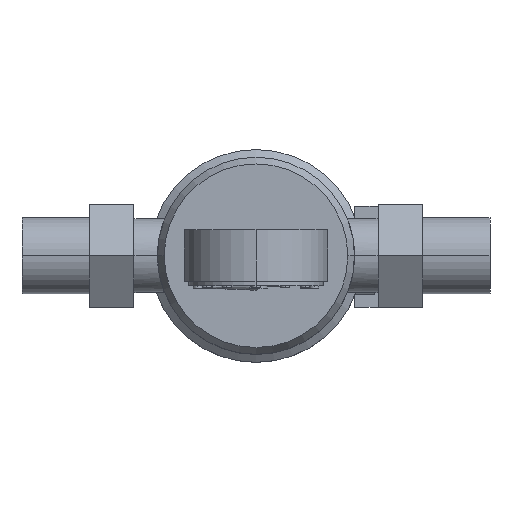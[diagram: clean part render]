
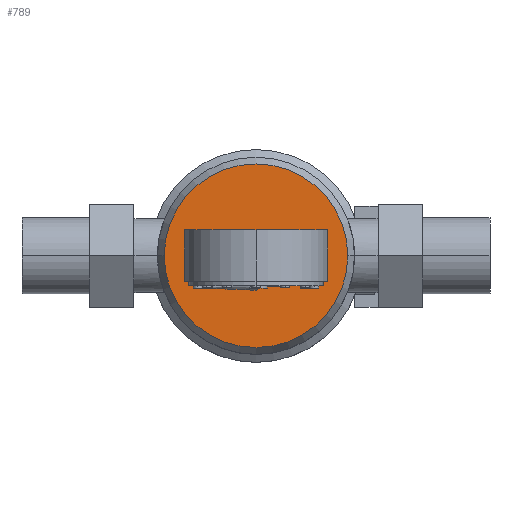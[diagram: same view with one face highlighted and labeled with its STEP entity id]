
A CAD part, top view. The second image highlights one B-rep face of the part: STEP entity #789.
In plain terms, the highlighted planar face has unit normal (0, 0, 1).
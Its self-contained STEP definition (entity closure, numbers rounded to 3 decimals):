
#621=VERTEX_POINT('',#1799);
#751=EDGE_CURVE('',#1327,#1563,#1943,.T.);
#789=ADVANCED_FACE('',(#1988,#1989),#1990,.T.);
#1101=VERTEX_POINT('',#2336);
#1197=EDGE_CURVE('',#621,#1101,#2439,.T.);
#1327=VERTEX_POINT('',#2587);
#1369=EDGE_CURVE('',#1101,#621,#2635,.T.);
#1563=VERTEX_POINT('',#2856);
#1657=EDGE_CURVE('',#1563,#1327,#2959,.T.);
#1799=CARTESIAN_POINT('',(-41.0,0.,29.0));
#1943=CIRCLE('',#3329,8.0);
#1988=FACE_OUTER_BOUND('',#3391,.T.);
#1989=FACE_BOUND('',#3392,.T.);
#1990=PLANE('',#3393);
#2336=CARTESIAN_POINT('',(41.0,0.0,29.0));
#2439=CIRCLE('',#4045,41.0);
#2587=CARTESIAN_POINT('',(-8.0,0.,29.0));
#2635=CIRCLE('',#4352,41.0);
#2856=CARTESIAN_POINT('',(8.0,0.0,29.0));
#2959=CIRCLE('',#4916,8.0);
#3329=AXIS2_PLACEMENT_3D('',#5298,#5299,#5300);
#3391=EDGE_LOOP('',(#5355,#5356));
#3392=EDGE_LOOP('',(#5357,#5358));
#3393=AXIS2_PLACEMENT_3D('',#5359,#5360,#5361);
#4045=AXIS2_PLACEMENT_3D('',#5856,#5857,#5858);
#4352=AXIS2_PLACEMENT_3D('',#6100,#6101,#6102);
#4916=AXIS2_PLACEMENT_3D('',#6459,#6460,#6461);
#5298=CARTESIAN_POINT('',(0.0,0.0,29.0));
#5299=DIRECTION('',(0.0,0.0,-1.0));
#5300=DIRECTION('',(1.0,0.0,0.0));
#5355=ORIENTED_EDGE('',*,*,#1369,.T.);
#5356=ORIENTED_EDGE('',*,*,#1197,.T.);
#5357=ORIENTED_EDGE('',*,*,#1657,.T.);
#5358=ORIENTED_EDGE('',*,*,#751,.T.);
#5359=CARTESIAN_POINT('',(20.5,0.0,29.0));
#5360=DIRECTION('',(0.0,0.0,1.0));
#5361=DIRECTION('',(1.0,0.0,0.0));
#5856=CARTESIAN_POINT('',(0.0,0.0,29.0));
#5857=DIRECTION('',(0.0,0.0,1.0));
#5858=DIRECTION('',(1.0,0.0,0.0));
#6100=CARTESIAN_POINT('',(0.0,0.0,29.0));
#6101=DIRECTION('',(0.0,0.0,1.0));
#6102=DIRECTION('',(1.0,0.0,0.0));
#6459=CARTESIAN_POINT('',(0.0,0.0,29.0));
#6460=DIRECTION('',(0.0,0.0,-1.0));
#6461=DIRECTION('',(1.0,0.0,0.0));
